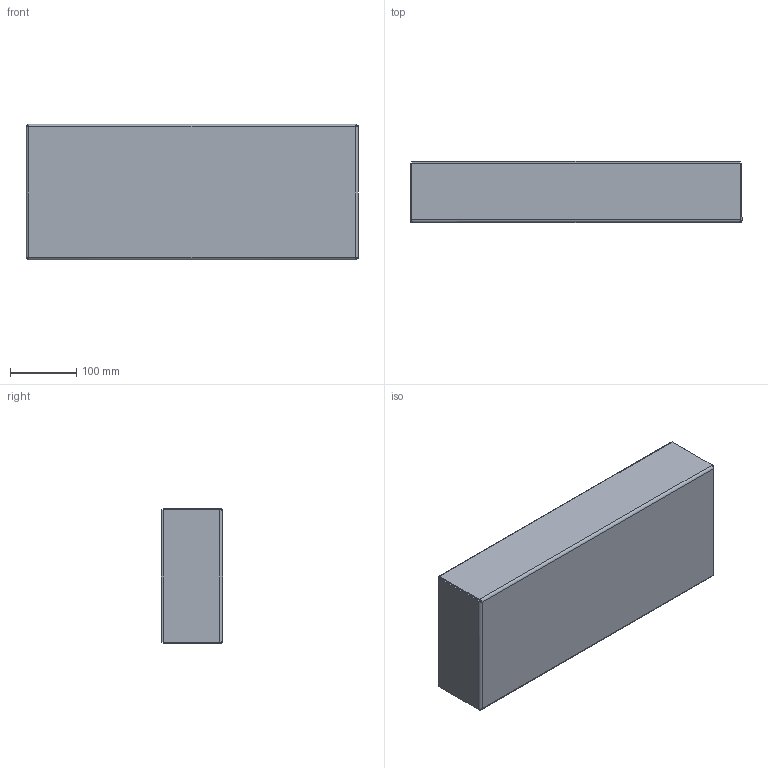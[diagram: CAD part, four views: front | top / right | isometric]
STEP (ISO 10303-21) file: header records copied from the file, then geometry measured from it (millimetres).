
FILE_DESCRIPTION(/* description */ (''),/* implementation_level */ '2;1');
FILE_NAME(/* name */ 'SVMF040500.stp',/* time_stamp */ '2023-12-14T09:41:42+01:00',/* author */ ('EN'),/* organization */ (''),/* preprocessor_version */ 'ST-DEVELOPER v18.1',/* originating_system */ 'Autodesk Inventor 2021',/* authorisation */ '');
FILE_SCHEMA (('AUTOMOTIVE_DESIGN { 1 0 10303 214 3 1 1 }'));
Length unit declared in the file: millimetre
Products named in the file (1): SVMF040500_Obal_1
Bounding box: 500 x 92 x 204 mm (x, y, z)
Volume: 9368021.5 mm3; surface area: 331431.3 mm2
Topology: 1 solids, 1 shells, 51 faces, 106 edges, 64 vertices
Faces by surface type: plane 25, bspline 16, cylinder 10
Full cylindrical faces by diameter (mm): 6.647 x6
Entity records: 1780 total; most frequent: CARTESIAN_POINT 698, ORIENTED_EDGE 212, DIRECTION 158, EDGE_CURVE 106, VERTEX_POINT 64, LINE 62, VECTOR 62, EDGE_LOOP 58
